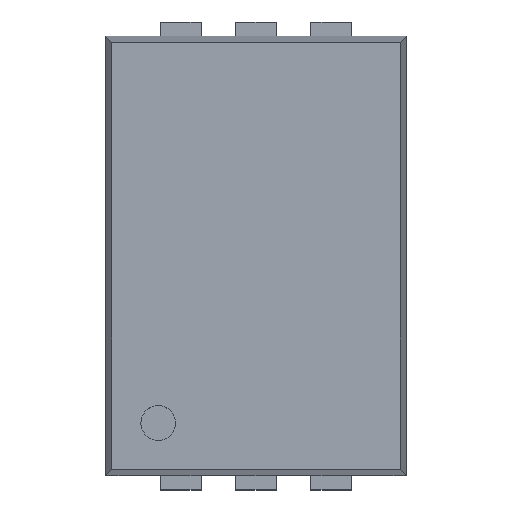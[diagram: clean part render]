
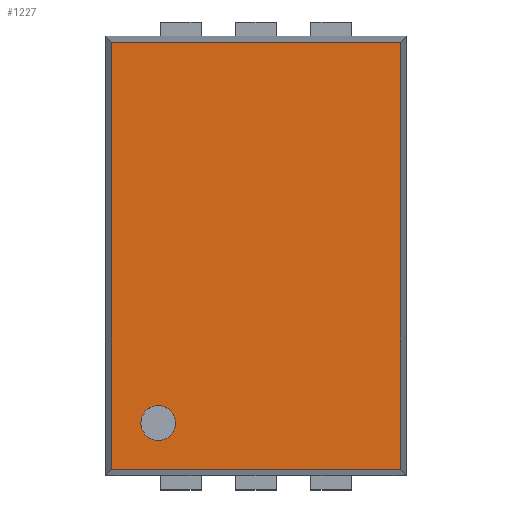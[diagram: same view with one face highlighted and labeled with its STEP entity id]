
A CAD part, top view. The second image highlights one B-rep face of the part: STEP entity #1227.
In plain terms, the highlighted planar face has unit normal (0, 0, 1).
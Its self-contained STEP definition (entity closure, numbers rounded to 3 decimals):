
#16=FACE_BOUND('',#257,.T.);
#79=PLANE('',#1307);
#190=FACE_OUTER_BOUND('',#256,.T.);
#256=EDGE_LOOP('',(#1158,#1159,#1160,#1161));
#257=EDGE_LOOP('',(#1162));
#409=LINE('',#1915,#568);
#412=LINE('',#1920,#571);
#414=LINE('',#1924,#573);
#416=LINE('',#1927,#575);
#568=VECTOR('',#1585,10.);
#571=VECTOR('',#1590,10.);
#573=VECTOR('',#1594,10.);
#575=VECTOR('',#1598,10.);
#576=CIRCLE('',#1243,0.15);
#578=VERTEX_POINT('',#1603);
#676=VERTEX_POINT('',#1913);
#677=VERTEX_POINT('',#1914);
#678=VERTEX_POINT('',#1919);
#679=VERTEX_POINT('',#1923);
#680=EDGE_CURVE('',#578,#578,#576,.T.);
#833=EDGE_CURVE('',#676,#677,#409,.T.);
#836=EDGE_CURVE('',#677,#678,#412,.T.);
#838=EDGE_CURVE('',#678,#679,#414,.T.);
#840=EDGE_CURVE('',#679,#676,#416,.T.);
#1158=ORIENTED_EDGE('',*,*,#833,.F.);
#1159=ORIENTED_EDGE('',*,*,#840,.F.);
#1160=ORIENTED_EDGE('',*,*,#838,.F.);
#1161=ORIENTED_EDGE('',*,*,#836,.F.);
#1162=ORIENTED_EDGE('',*,*,#680,.T.);
#1227=ADVANCED_FACE('',(#190,#16),#79,.T.);
#1243=AXIS2_PLACEMENT_3D('',#1604,#1312,#1313);
#1307=AXIS2_PLACEMENT_3D('',#1928,#1599,#1600);
#1312=DIRECTION('center_axis',(0.,0.,-1.));
#1313=DIRECTION('ref_axis',(-1.,0.,0.));
#1585=DIRECTION('',(-1.,0.,0.));
#1590=DIRECTION('',(0.,1.,0.));
#1594=DIRECTION('',(1.,0.,0.));
#1598=DIRECTION('',(0.,-1.,0.));
#1599=DIRECTION('center_axis',(0.,0.,1.));
#1600=DIRECTION('ref_axis',(1.,0.,0.));
#1603=CARTESIAN_POINT('',(-0.697,-1.447,0.61));
#1604=CARTESIAN_POINT('Origin',(-0.847,-1.447,0.61));
#1913=CARTESIAN_POINT('',(1.247,-1.847,0.61));
#1914=CARTESIAN_POINT('',(-1.247,-1.847,0.61));
#1915=CARTESIAN_POINT('',(-1.3,-1.847,0.61));
#1919=CARTESIAN_POINT('',(-1.247,1.847,0.61));
#1920=CARTESIAN_POINT('',(-1.247,1.9,0.61));
#1923=CARTESIAN_POINT('',(1.247,1.847,0.61));
#1924=CARTESIAN_POINT('',(1.3,1.847,0.61));
#1927=CARTESIAN_POINT('',(1.247,-1.9,0.61));
#1928=CARTESIAN_POINT('Origin',(0.,0.,
0.61));
